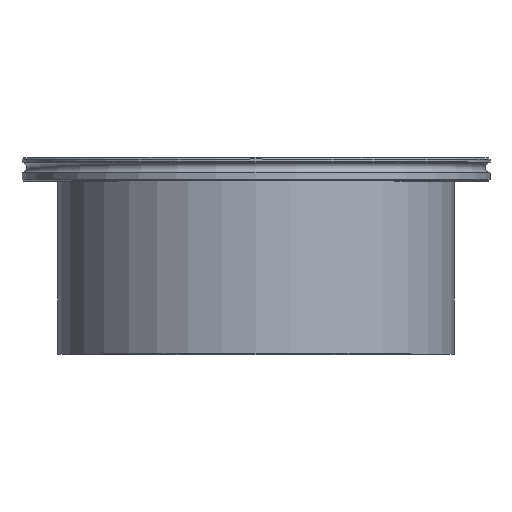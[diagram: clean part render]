
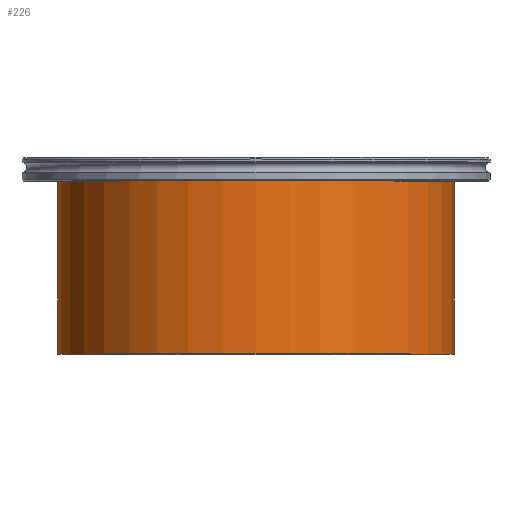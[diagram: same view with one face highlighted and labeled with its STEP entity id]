
A CAD part, top view. The second image highlights one B-rep face of the part: STEP entity #226.
In plain terms, the highlighted cylindrical face has radius 101.6 mm (diameter 203.2 mm), a full revolution.
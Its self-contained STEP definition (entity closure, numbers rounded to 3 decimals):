
#24 = CARTESIAN_POINT ( 'NONE',  ( 93.7, 0., -101.6 ) ) ;
#31 = DIRECTION ( 'NONE',  ( 1., 0., 0. ) ) ;
#42 = FACE_OUTER_BOUND ( 'NONE', #305, .T. ) ;
#70 = DIRECTION ( 'NONE',  ( 0., 0., -1. ) ) ;
#103 = CARTESIAN_POINT ( 'NONE',  ( 0., 0., 0. ) ) ;
#150 = DIRECTION ( 'NONE',  ( 0., 0., -1. ) ) ;
#182 = FACE_OUTER_BOUND ( 'NONE', #526, .T. ) ;
#190 = VERTEX_POINT ( 'NONE', #24 ) ;
#194 = CYLINDRICAL_SURFACE ( 'NONE', #335, 101.6 ) ;
#226 = ADVANCED_FACE ( 'NONE', ( #42, #182 ), #194, .T. ) ;
#247 = EDGE_CURVE ( 'NONE', #372, #372, #380, .T. ) ;
#282 = ORIENTED_EDGE ( 'NONE', *, *, #588, .F. ) ;
#291 = AXIS2_PLACEMENT_3D ( 'NONE', #321, #31, #582 ) ;
#305 = EDGE_LOOP ( 'NONE', ( #487 ) ) ;
#308 = CARTESIAN_POINT ( 'NONE',  ( 0., 0., 0. ) ) ;
#321 = CARTESIAN_POINT ( 'NONE',  ( 93.7, 0., 0. ) ) ;
#335 = AXIS2_PLACEMENT_3D ( 'NONE', #308, #353, #70 ) ;
#353 = DIRECTION ( 'NONE',  ( 1., 0., 0. ) ) ;
#366 = AXIS2_PLACEMENT_3D ( 'NONE', #103, #438, #150 ) ;
#372 = VERTEX_POINT ( 'NONE', #494 ) ;
#380 = CIRCLE ( 'NONE', #366, 101.6 ) ;
#438 = DIRECTION ( 'NONE',  ( 1., 0., 0. ) ) ;
#487 = ORIENTED_EDGE ( 'NONE', *, *, #247, .T. ) ;
#494 = CARTESIAN_POINT ( 'NONE',  ( 0., 0., -101.6 ) ) ;
#526 = EDGE_LOOP ( 'NONE', ( #282 ) ) ;
#532 = CIRCLE ( 'NONE', #291, 101.6 ) ;
#582 = DIRECTION ( 'NONE',  ( 0., 0., -1. ) ) ;
#588 = EDGE_CURVE ( 'NONE', #190, #190, #532, .T. ) ;
